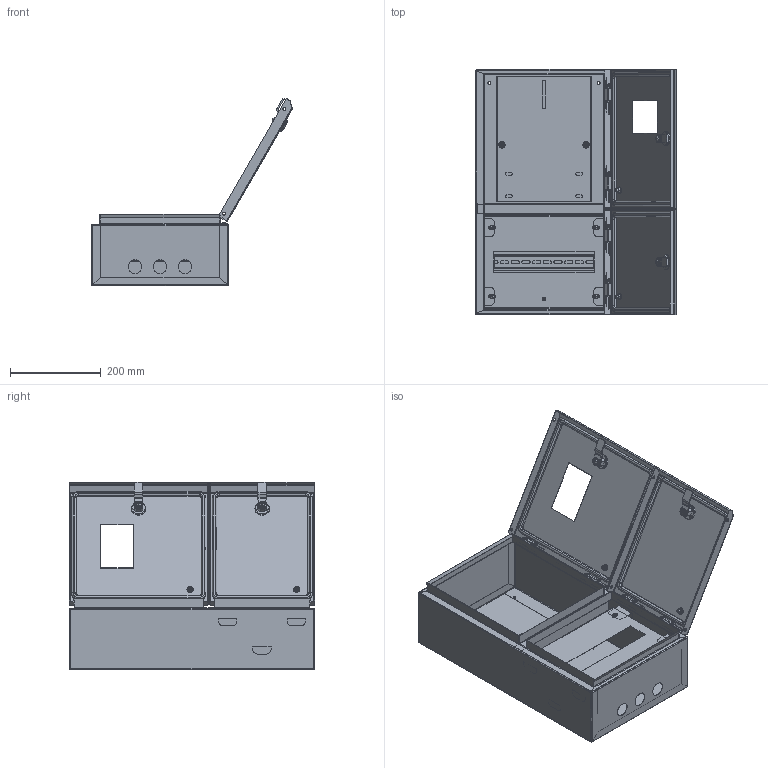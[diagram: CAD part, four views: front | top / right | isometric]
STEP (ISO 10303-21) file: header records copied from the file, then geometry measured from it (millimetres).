
FILE_DESCRIPTION (( 'STEP AP214' ), '1' );
FILE_NAME ('ÙÐÓÍ 3-12 500õ300õ160 iP54 2õ äâ ÌÈ-1289 ÑÁ.STEP', '2018-10-05T08:37:45', ( 'Admin' ), ( '' ), 'SwSTEP 2.0', 'SolidWorks 2017', '' );
FILE_SCHEMA (( 'AUTOMOTIVE_DESIGN' ));
Length unit declared in the file: millimetre
Products named in the file (29): ÌÈ-1289.04.00.001 Ôàëüøïàíåëü; Ñòåíêà çàäíÿÿ â ñáîðå ÌÈ-1289.01.01.000 ÑÁ; Ïàíåëü ñ÷åò÷èêà 3õ ôàçíîãî ÌÈ-512.00.00.001; Êðîíøòåéí 40õ40; rivet 02_din_DIN 660-5x8-St-A-2; Øïèëüêà Ì6õ12; hex flange nut_din_Hexagon Flange Nut DIN 6923 - M6 - N; Øïèëüêà îáìåäíåííàÿ Ì6õ20; Íàâåñêà íà êîðïóñ ïîä êëåïêó; Ñòåíêà çàäíÿÿ ÌÈ-1289.01.01.001; Äâåðü âåðõíÿÿ â ñáîðå ÌÈ-1289.02.00.000 ÑÁ_„¢¥àì á ¢ëá¢®¡®¦¤¥­¨ï¬¨; Äâåðü âåðõíÿÿ ÌÈ-1289.02.00.001; ÙÐÓÍ 3-12 500õ300õ160 iP54 2õ äâ ÌÈ-1289 ÑÁ; Ïåòëÿ íà äâåðü ï-îáðàçíàÿ; ÓÊ íà äâåðü âåðõ; Çàìîê áîëüøîé; Êîðïóñ â ñáîðå ÌÈ-1289.01.00.000 ÑÁ; Ïåðåãîðîäêà â ñáîðå ÌÈ-1289.01.02.000 ÑÁ; split pin_din_DIN 94-4x56-C-St; Äâåðü íèæíÿÿ â ñáîðå ÌÈ-1289.03.00.000 ÑÁ_„¢¥àì á ¢ëá¢®¡®¦¤¥­¨ï¬¨; Øâåëëåð ÌÈ-1289.01.02.001; ﾄ粢 湜跫 ﾌﾈ-1289.03.00.001; Ïåðåãîðîäêà ÌÈ-1289.01.02.002; ÓÊ íà äâåðü íèæí; Ñòåíêà íèæíÿÿ ÌÈ-1289.01.00.002_áâ¥­ª  ¢¥àå­ïï; cross ph tapping 968_din_Screw DIN 968-ST4.2x13-C-H-N; DIN-ðåéêà L= 280; Ñòåíêà âåðõíÿÿ ÌÈ-1289.01.00.001_áâ¥­ª  ¢¥àå­ïï; ÌÈ-1289.04.00.000 Ôàëüøïàíåëü â ñáîðå
Assembly tree (65 placements, depth 4):
  ÙÐÓÍ 3-12 500õ300õ160 iP54 2õ äâ ÌÈ-1289 ÑÁ
    Êîðïóñ â ñáîðå ÌÈ-1289.01.00.000 ÑÁ
      Ñòåíêà çàäíÿÿ â ñáîðå ÌÈ-1289.01.01.000 ÑÁ
        Ñòåíêà çàäíÿÿ ÌÈ-1289.01.01.001
        Øïèëüêà îáìåäíåííàÿ Ì6õ20  x2
        Øïèëüêà Ì6õ12  x2
        Êðîíøòåéí 40õ40  x6
      Ñòåíêà âåðõíÿÿ ÌÈ-1289.01.00.001_áâ¥­ª  ¢¥àå­ïï
      Ñòåíêà íèæíÿÿ ÌÈ-1289.01.00.002_áâ¥­ª  ¢¥àå­ïï
      Ïåðåãîðîäêà â ñáîðå ÌÈ-1289.01.02.000 ÑÁ
        Ïåðåãîðîäêà ÌÈ-1289.01.02.002
        Øâåëëåð ÌÈ-1289.01.02.001
    Äâåðü âåðõíÿÿ â ñáîðå ÌÈ-1289.02.00.000 ÑÁ_„¢¥àì á ¢ëá¢®¡®¦¤¥­¨ï¬¨
      Çàìîê áîëüøîé
      ÓÊ íà äâåðü âåðõ
      Øïèëüêà Ì6õ12
      Ïåòëÿ íà äâåðü ï-îáðàçíàÿ  x2
      Äâåðü âåðõíÿÿ ÌÈ-1289.02.00.001
    Íàâåñêà íà êîðïóñ ïîä êëåïêó  x4
    hex flange nut_din_Hexagon Flange Nut DIN 6923 - M6 - N  x6
    rivet 02_din_DIN 660-5x8-St-A-2  x8
    Ïàíåëü ñ÷åò÷èêà 3õ ôàçíîãî ÌÈ-512.00.00.001
    ÌÈ-1289.04.00.000 Ôàëüøïàíåëü â ñáîðå
      ÌÈ-1289.04.00.001 Ôàëüøïàíåëü
      Øïèëüêà Ì6õ12
    DIN-ðåéêà L= 280
    cross ph tapping 968_din_Screw DIN 968-ST4.2x13-C-H-N  x6
    Äâåðü íèæíÿÿ â ñáîðå ÌÈ-1289.03.00.000 ÑÁ_„¢¥àì á ¢ëá¢®¡®¦¤¥­¨ï¬¨
      Çàìîê áîëüøîé
      ÓÊ íà äâåðü íèæí
      Øïèëüêà Ì6õ12
      Ïåòëÿ íà äâåðü ï-îáðàçíàÿ  x2
      ﾄ粢 湜跫 ﾌﾈ-1289.03.00.001
    split pin_din_DIN 94-4x56-C-St  x4
Bounding box: 440.8 x 540 x 412.11 mm (x, y, z)
Volume: 986646.9 mm3; surface area: 1790088.4 mm2
Topology: 59 solids, 69 shells, 1861 faces, 4358 edges, 2654 vertices
Faces by surface type: plane 1003, cylinder 594, cone 102, torus 84, bspline 66, sphere 12
Entity records: 32655 total; most frequent: CARTESIAN_POINT 6677, DIRECTION 4990, ORIENTED_EDGE 4712, EDGE_CURVE 2356, AXIS2_PLACEMENT_3D 1739, VECTOR 1512, LINE 1512, VERTEX_POINT 1430
